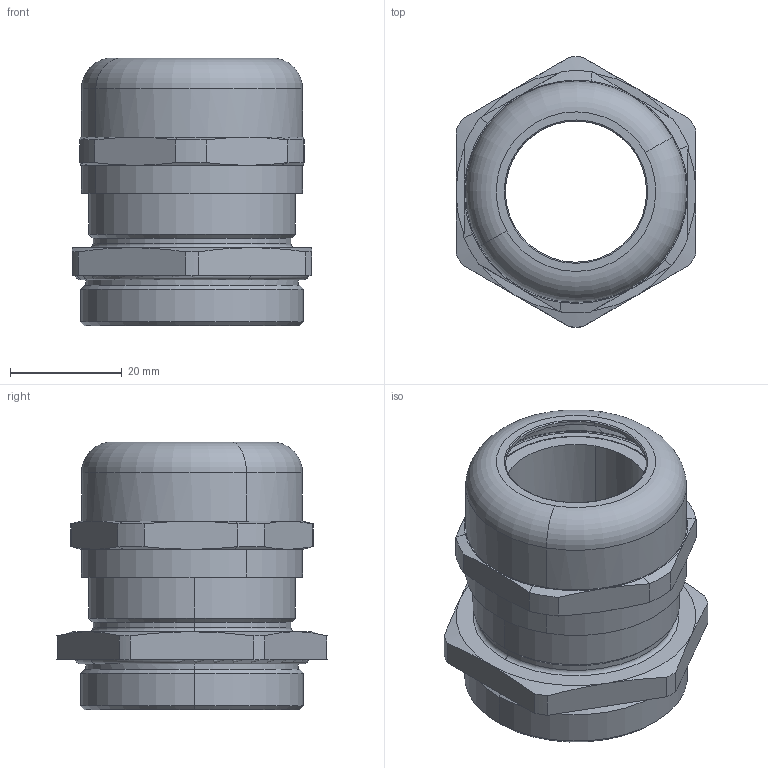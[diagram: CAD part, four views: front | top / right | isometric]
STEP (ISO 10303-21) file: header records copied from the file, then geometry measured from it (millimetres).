
FILE_DESCRIPTION(('CATIA V5R24 STEP','CAx-IF Rec.Pracs.--- Model Styling and Organization---1.2---2011-12-15'),'2;1');
FILE_NAME ('D1458941_0', '2018-03-22T14:30:41+00:00', ('Weidmueller Interface'), ('Weidmueller'), 'CATIA Version 5-6 Release 2014 SP4 HF52', 'CATIA V5 STEP AP214', 'none');
FILE_SCHEMA(('AUTOMOTIVE_DESIGN { 1 0 10303 214 1 1 1 1 }'));
Length unit declared in the file: millimetre
Products named in the file (1): M40x1.5 METAL RAKOR (PG29) TL9
Bounding box: 43 x 48.39 x 48 mm (x, y, z)
Volume: 27843.2 mm3; surface area: 23444.1 mm2
Topology: 4 solids, 4 shells, 145 faces, 369 edges, 241 vertices
Faces by surface type: cone 52, cylinder 48, plane 29, torus 16
Entity records: 4544 total; most frequent: CARTESIAN_POINT 1232, ORIENTED_EDGE 738, DIRECTION 533, EDGE_CURVE 369, AXIS2_PLACEMENT_3D 307, VERTEX_POINT 241, CIRCLE 192, EDGE_LOOP 162
